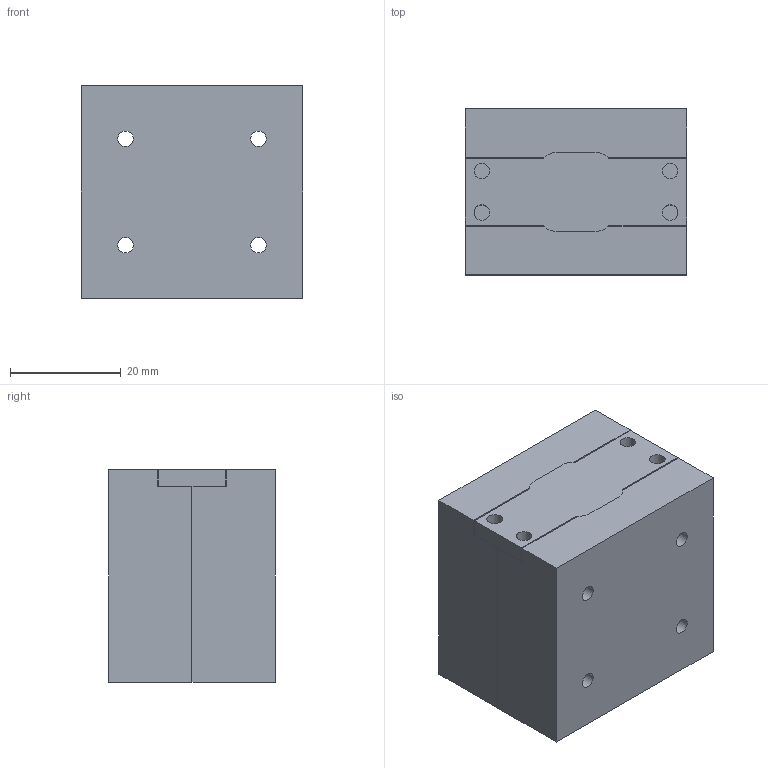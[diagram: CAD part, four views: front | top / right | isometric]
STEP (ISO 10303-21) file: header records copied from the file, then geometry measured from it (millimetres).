
FILE_DESCRIPTION(/* description */ ('STEP AP214'),/* implementation_level */ '2;1');
FILE_NAME(/* name */ '653740d60bb4cf2c70a498bb',/* time_stamp */ '2023-10-24T03:58:15Z',/* author */ (''),/* organization */ (''),/* preprocessor_version */ 'ST-DEVELOPER v19.4',/* originating_system */ ' ',/* authorisation */ ' ');
FILE_SCHEMA (('AUTOMOTIVE_DESIGN {1 0 10303 214 3 1 1}'));
Length unit declared in the file: metre
Products named in the file (4): Mold Top; Silicone Sock; Exterior Mold
Bounding box: 40 x 30 x 38.4 mm (x, y, z)
Volume: 42397.4 mm3; surface area: 18798.7 mm2
Topology: 3 solids, 4 shells, 777 faces, 2012 edges, 1323 vertices
Faces by surface type: plane 637, cylinder 74, bspline 54, cone 12
Full cylindrical faces by diameter (mm): 1.5 x1, 2.8 x16, 8.083 x2, 11.1 x8, 12.6 x6, 15.1 x1
Entity records: 26845 total; most frequent: CARTESIAN_POINT 8285, ORIENTED_EDGE 3894, DIRECTION 3418, EDGE_CURVE 1947, LINE 1612, VECTOR 1612, VERTEX_POINT 1307, EDGE_LOOP 934
